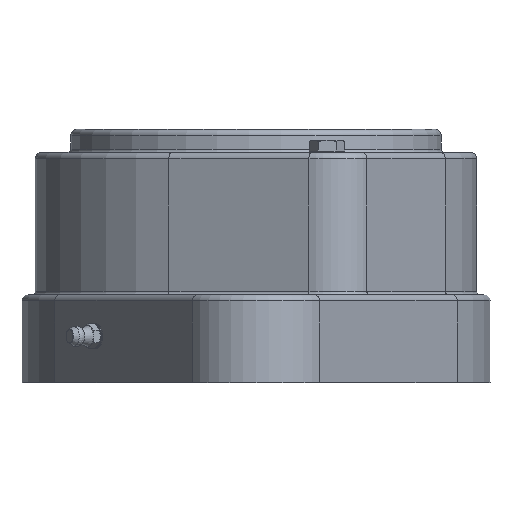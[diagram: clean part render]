
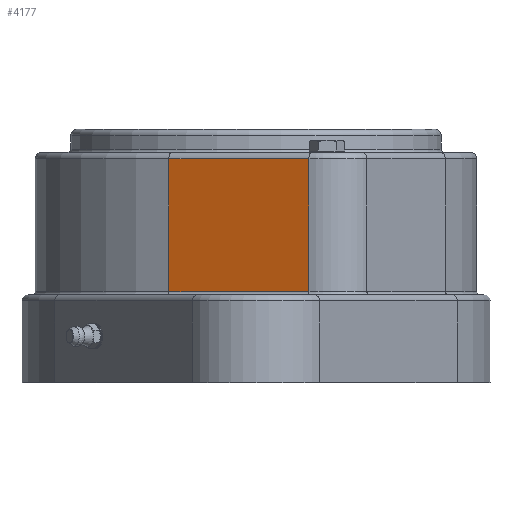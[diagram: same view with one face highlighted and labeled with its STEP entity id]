
A CAD part, left-side view. The second image highlights one B-rep face of the part: STEP entity #4177.
In plain terms, the highlighted planar face has unit normal (-0.919, 0.394, 0).
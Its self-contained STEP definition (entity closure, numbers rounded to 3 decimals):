
#62=LINE($,#6598,#210);
#75=LINE($,#6677,#223);
#76=LINE($,#6679,#224);
#77=LINE($,#6680,#225);
#210=VECTOR($,#5316,43.);
#223=VECTOR($,#5371,49.323);
#224=VECTOR($,#5372,49.323);
#225=VECTOR($,#5373,43.);
#489=PLANE($,#4574);
#913=FACE_OUTER_BOUND($,#1256,.T.);
#1256=EDGE_LOOP($,(#2966,#2967,#2968,#2969));
#1933=VERTEX_POINT($,#6592);
#1935=VERTEX_POINT($,#6596);
#1964=VERTEX_POINT($,#6676);
#1965=VERTEX_POINT($,#6678);
#2320=EDGE_CURVE($,#1933,#1935,#62,.T.);
#2351=EDGE_CURVE($,#1933,#1964,#75,.T.);
#2352=EDGE_CURVE($,#1965,#1935,#76,.T.);
#2353=EDGE_CURVE($,#1964,#1965,#77,.T.);
#2966=ORIENTED_EDGE($,*,*,#2351,.F.);
#2967=ORIENTED_EDGE($,*,*,#2320,.T.);
#2968=ORIENTED_EDGE($,*,*,#2352,.F.);
#2969=ORIENTED_EDGE($,*,*,#2353,.F.);
#4177=ADVANCED_FACE($,(#913),#489,.T.);
#4574=AXIS2_PLACEMENT_3D($,#6675,#5369,#5370);
#5316=DIRECTION($,(0.,0.,1.));
#5369=DIRECTION('center_axis',(-0.919,0.394,0.));
#5370=DIRECTION('ref_axis',(0.,0.,1.));
#5371=DIRECTION($,(0.394,0.919,0.));
#5372=DIRECTION($,(-0.394,-0.919,0.));
#5373=DIRECTION($,(0.,0.,1.));
#6592=CARTESIAN_POINT('',(-43.331,-42.749,-126.401));
#6596=CARTESIAN_POINT('',(-43.331,-42.749,-83.401));
#6598=CARTESIAN_POINT($,(-43.331,-42.749,-110.901));
#6675=CARTESIAN_POINT('Origin',(-43.331,-42.749,-127.401));
#6676=CARTESIAN_POINT('',(-23.879,2.576,-126.401));
#6677=CARTESIAN_POINT($,(-33.605,-20.087,-126.401));
#6678=CARTESIAN_POINT('',(-23.879,2.576,-83.401));
#6679=CARTESIAN_POINT($,(-33.605,-20.087,-83.401));
#6680=CARTESIAN_POINT($,(-23.879,2.576,-110.901));
